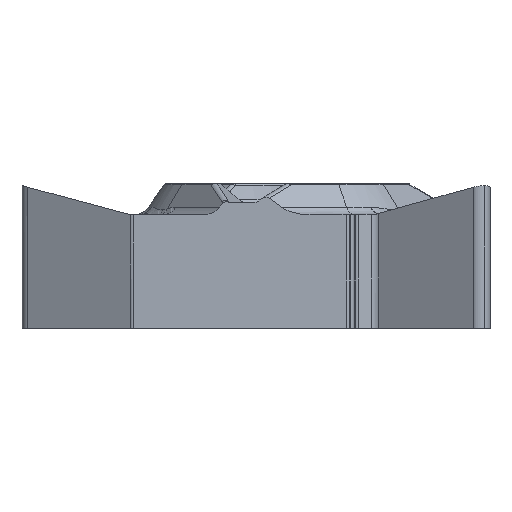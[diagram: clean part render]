
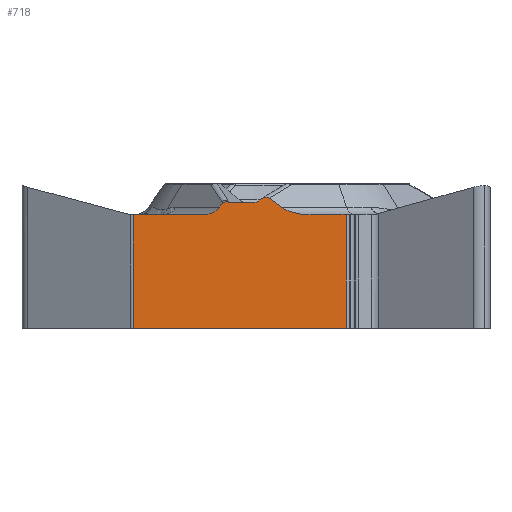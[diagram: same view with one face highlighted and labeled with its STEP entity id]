
A CAD part, left-side view. The second image highlights one B-rep face of the part: STEP entity #718.
In plain terms, the highlighted planar face has unit normal (-1, 0, 0).
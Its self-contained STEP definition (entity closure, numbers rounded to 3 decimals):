
#100=PLANE('',#2932);
#147=FACE_OUTER_BOUND('',#951,.T.);
#309=ELLIPSE('',#2926,1.5,0.75);
#310=ELLIPSE('',#2927,1.5,0.75);
#311=ELLIPSE('',#2928,0.304,0.205);
#312=ELLIPSE('',#2929,0.309,0.3);
#313=ELLIPSE('',#2930,0.309,0.3);
#314=ELLIPSE('',#2931,0.884,0.75);
#363=LINE('',#4430,#540);
#364=LINE('',#4433,#541);
#365=LINE('',#4435,#542);
#366=LINE('',#4439,#543);
#367=LINE('',#4443,#544);
#368=LINE('',#4447,#545);
#369=LINE('',#4451,#546);
#370=LINE('',#4469,#547);
#371=LINE('',#4473,#548);
#372=LINE('',#4475,#549);
#540=VECTOR('',#3235,1.);
#541=VECTOR('',#3236,1.);
#542=VECTOR('',#3237,1.);
#543=VECTOR('',#3240,1.);
#544=VECTOR('',#3243,1.);
#545=VECTOR('',#3246,1.);
#546=VECTOR('',#3249,1.);
#547=VECTOR('',#3252,1.);
#548=VECTOR('',#3255,1.);
#549=VECTOR('',#3256,1.);
#718=ADVANCED_FACE('',(#147),#100,.F.);
#951=EDGE_LOOP('',(#1123,#1124,#1125,#1126,#1127,#1128,#1129,#1130,#1131,
#1132,#1133,#1134,#1135,#1136,#1137,#1138,#1139));
#1123=ORIENTED_EDGE('',*,*,#2260,.F.);
#1124=ORIENTED_EDGE('',*,*,#2261,.T.);
#1125=ORIENTED_EDGE('',*,*,#2262,.T.);
#1126=ORIENTED_EDGE('',*,*,#2263,.T.);
#1127=ORIENTED_EDGE('',*,*,#2264,.T.);
#1128=ORIENTED_EDGE('',*,*,#2265,.T.);
#1129=ORIENTED_EDGE('',*,*,#2266,.F.);
#1130=ORIENTED_EDGE('',*,*,#2267,.F.);
#1131=ORIENTED_EDGE('',*,*,#2268,.T.);
#1132=ORIENTED_EDGE('',*,*,#2269,.T.);
#1133=ORIENTED_EDGE('',*,*,#2270,.T.);
#1134=ORIENTED_EDGE('',*,*,#2271,.T.);
#1135=ORIENTED_EDGE('',*,*,#2272,.F.);
#1136=ORIENTED_EDGE('',*,*,#2273,.T.);
#1137=ORIENTED_EDGE('',*,*,#2274,.T.);
#1138=ORIENTED_EDGE('',*,*,#2275,.T.);
#1139=ORIENTED_EDGE('',*,*,#2276,.T.);
#1989=VERTEX_POINT('',#4431);
#1990=VERTEX_POINT('',#4432);
#1991=VERTEX_POINT('',#4434);
#1992=VERTEX_POINT('',#4436);
#1993=VERTEX_POINT('',#4438);
#1994=VERTEX_POINT('',#4440);
#1995=VERTEX_POINT('',#4442);
#1996=VERTEX_POINT('',#4444);
#1997=VERTEX_POINT('',#4446);
#1998=VERTEX_POINT('',#4448);
#1999=VERTEX_POINT('',#4450);
#2000=VERTEX_POINT('',#4452);
#2001=VERTEX_POINT('',#4454);
#2002=VERTEX_POINT('',#4468);
#2003=VERTEX_POINT('',#4470);
#2004=VERTEX_POINT('',#4472);
#2005=VERTEX_POINT('',#4474);
#2260=EDGE_CURVE('',#1989,#1990,#363,.T.);
#2261=EDGE_CURVE('',#1989,#1991,#364,.T.);
#2262=EDGE_CURVE('',#1991,#1992,#365,.T.);
#2263=EDGE_CURVE('',#1992,#1993,#309,.T.);
#2264=EDGE_CURVE('',#1993,#1994,#366,.T.);
#2265=EDGE_CURVE('',#1994,#1995,#310,.T.);
#2266=EDGE_CURVE('',#1996,#1995,#367,.T.);
#2267=EDGE_CURVE('',#1997,#1996,#311,.T.);
#2268=EDGE_CURVE('',#1997,#1998,#368,.T.);
#2269=EDGE_CURVE('',#1998,#1999,#312,.T.);
#2270=EDGE_CURVE('',#1999,#2000,#369,.T.);
#2271=EDGE_CURVE('',#2000,#2001,#313,.T.);
#2272=EDGE_CURVE('',#2002,#2001,#2823,.T.);
#2273=EDGE_CURVE('',#2002,#2003,#370,.T.);
#2274=EDGE_CURVE('',#2003,#2004,#314,.T.);
#2275=EDGE_CURVE('',#2004,#2005,#371,.T.);
#2276=EDGE_CURVE('',#2005,#1990,#372,.T.);
#2823=B_SPLINE_CURVE_WITH_KNOTS('',3,(#4455,#4456,#4457,#4458,#4459,#4460,
#4461,#4462,#4463,#4464,#4465,#4466,#4467),.UNSPECIFIED.,.F.,.F.,(4,3,3,
3,4),(0.,0.235,0.469,0.712,1.),
 .UNSPECIFIED.);
#2926=AXIS2_PLACEMENT_3D('',#4437,#3238,#3239);
#2927=AXIS2_PLACEMENT_3D('',#4441,#3241,#3242);
#2928=AXIS2_PLACEMENT_3D('',#4445,#3244,#3245);
#2929=AXIS2_PLACEMENT_3D('',#4449,#3247,#3248);
#2930=AXIS2_PLACEMENT_3D('',#4453,#3250,#3251);
#2931=AXIS2_PLACEMENT_3D('',#4471,#3253,#3254);
#2932=AXIS2_PLACEMENT_3D('',#4476,#3257,#3258);
#3235=DIRECTION('',(0.,1.,0.));
#3236=DIRECTION('',(0.,0.,1.));
#3237=DIRECTION('',(0.,1.,0.));
#3238=DIRECTION('',(1.,0.,0.));
#3239=DIRECTION('',(0.,1.,0.));
#3240=DIRECTION('',(0.,1.,0.));
#3241=DIRECTION('',(1.,0.,0.));
#3242=DIRECTION('',(0.,1.,0.));
#3243=DIRECTION('',(0.,-0.814,-0.581));
#3244=DIRECTION('',(1.,0.,0.));
#3245=DIRECTION('',(0.,-0.858,0.514));
#3246=DIRECTION('',(0.,0.775,-0.631));
#3247=DIRECTION('',(1.,0.,0.));
#3248=DIRECTION('',(0.,-1.,0.));
#3249=DIRECTION('',(0.,1.,0.));
#3250=DIRECTION('',(1.,0.,0.));
#3251=DIRECTION('',(0.,-1.,0.));
#3252=DIRECTION('',(0.,0.637,-0.771));
#3253=DIRECTION('',(1.,0.,0.));
#3254=DIRECTION('',(0.,1.,0.));
#3255=DIRECTION('',(0.,1.,0.));
#3256=DIRECTION('',(0.,0.,-1.));
#3257=DIRECTION('',(1.,0.,0.));
#3258=DIRECTION('',(0.,0.,-1.));
#4430=CARTESIAN_POINT('',(-6.35,10.7,-5.56));
#4431=CARTESIAN_POINT('',(-6.35,-2.735,-5.56));
#4432=CARTESIAN_POINT('',(-6.35,6.144,-5.56));
#4433=CARTESIAN_POINT('',(-6.35,-2.735,-0.798));
#4434=CARTESIAN_POINT('',(-6.35,-2.735,-0.798));
#4435=CARTESIAN_POINT('',(-6.35,0.,-0.798));
#4436=CARTESIAN_POINT('',(-6.35,-1.637,-0.798));
#4437=CARTESIAN_POINT('',(-6.35,-1.306,-0.067));
#4438=CARTESIAN_POINT('',(-6.35,-1.306,-0.817));
#4439=CARTESIAN_POINT('',(-6.35,0.,-0.817));
#4440=CARTESIAN_POINT('',(-6.35,-1.273,-0.817));
#4441=CARTESIAN_POINT('',(-6.35,-1.273,-0.067));
#4442=CARTESIAN_POINT('',(-6.35,-0.044,-0.497));
#4443=CARTESIAN_POINT('',(-6.35,19.13,13.194));
#4444=CARTESIAN_POINT('',(-6.35,0.483,-0.121));
#4445=CARTESIAN_POINT('',(-6.35,0.704,-0.32));
#4446=CARTESIAN_POINT('',(-6.35,0.862,-0.181));
#4447=CARTESIAN_POINT('',(-6.35,-5.551,5.04));
#4448=CARTESIAN_POINT('',(-6.35,0.934,-0.24));
#4449=CARTESIAN_POINT('',(-6.35,1.132,-0.01));
#4450=CARTESIAN_POINT('',(-6.35,1.132,-0.31));
#4451=CARTESIAN_POINT('',(-6.35,10.7,-0.31));
#4452=CARTESIAN_POINT('',(-6.35,2.034,-0.31));
#4453=CARTESIAN_POINT('',(-6.35,2.034,-0.01));
#4454=CARTESIAN_POINT('',(-6.35,2.159,-0.284));
#4455=CARTESIAN_POINT('',(-6.35,2.408,-0.334));
#4456=CARTESIAN_POINT('',(-6.35,2.394,-0.317));
#4457=CARTESIAN_POINT('',(-6.35,2.377,-0.303));
#4458=CARTESIAN_POINT('',(-6.35,2.359,-0.292));
#4459=CARTESIAN_POINT('',(-6.35,2.341,-0.281));
#4460=CARTESIAN_POINT('',(-6.35,2.321,-0.274));
#4461=CARTESIAN_POINT('',(-6.35,2.3,-0.269));
#4462=CARTESIAN_POINT('',(-6.35,2.279,-0.264));
#4463=CARTESIAN_POINT('',(-6.35,2.256,-0.263));
#4464=CARTESIAN_POINT('',(-6.35,2.234,-0.265));
#4465=CARTESIAN_POINT('',(-6.35,2.209,-0.268));
#4466=CARTESIAN_POINT('',(-6.35,2.183,-0.274));
#4467=CARTESIAN_POINT('',(-6.35,2.159,-0.284));
#4468=CARTESIAN_POINT('',(-6.35,2.408,-0.334));
#4469=CARTESIAN_POINT('',(-6.35,-6.669,10.659));
#4470=CARTESIAN_POINT('',(-6.35,2.543,-0.497));
#4471=CARTESIAN_POINT('',(-6.35,3.267,-0.067));
#4472=CARTESIAN_POINT('',(-6.35,3.267,-0.817));
#4473=CARTESIAN_POINT('',(-6.35,10.7,-0.817));
#4474=CARTESIAN_POINT('',(-6.35,6.144,-0.817));
#4475=CARTESIAN_POINT('',(-6.35,6.144,-5.56));
#4476=CARTESIAN_POINT('',(-6.35,10.7,25.));
